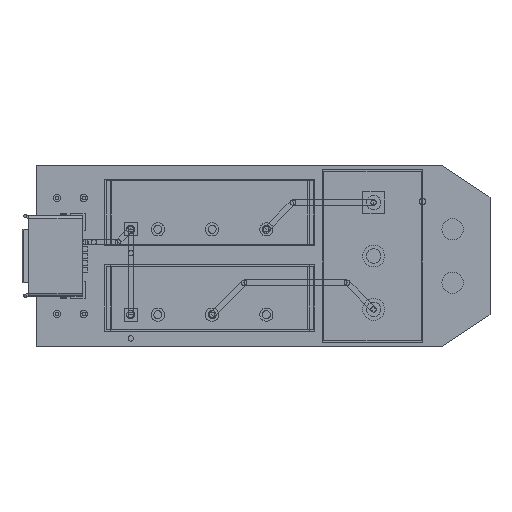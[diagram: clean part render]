
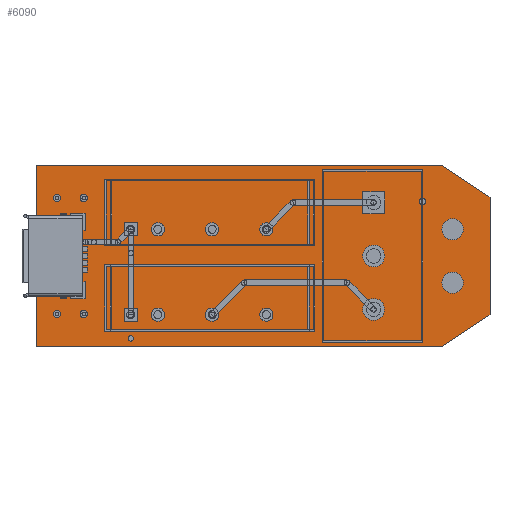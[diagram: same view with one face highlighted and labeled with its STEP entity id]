
A CAD part, top view. The second image highlights one B-rep face of the part: STEP entity #6090.
In plain terms, the highlighted planar face has unit normal (0, 0, 1).
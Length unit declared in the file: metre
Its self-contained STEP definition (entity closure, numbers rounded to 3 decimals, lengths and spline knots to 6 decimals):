
#4414 = EDGE_CURVE( '', #8593, #8594, #8595, .T. );
#4596 = EDGE_CURVE( '', #8594, #8865, #8866, .T. );
#5480 = EDGE_CURVE( '', #8437, #10086, #10087, .T. );
#5918 = EDGE_CURVE( '', #10187, #8593, #10663, .T. );
#6090 = ADVANCED_FACE( '', ( #10880 ), #10881, .T. );
#6262 = EDGE_CURVE( '', #8865, #8437, #11102, .T. );
#6314 = EDGE_CURVE( '', #10086, #10187, #11160, .T. );
#8437 = VERTEX_POINT( '', #13259 );
#8593 = VERTEX_POINT( '', #13475 );
#8594 = VERTEX_POINT( '', #13476 );
#8595 = LINE( '', #13477, #13478 );
#8865 = VERTEX_POINT( '', #13851 );
#8866 = LINE( '', #13852, #13853 );
#10086 = VERTEX_POINT( '', #15577 );
#10087 = LINE( '', #15578, #15579 );
#10187 = VERTEX_POINT( '', #15728 );
#10663 = LINE( '', #16391, #16392 );
#10880 = FACE_OUTER_BOUND( '', #16704, .T. );
#10881 = PLANE( '', #16705 );
#11102 = LINE( '', #17010, #17011 );
#11160 = LINE( '', #17110, #17111 );
#13259 = CARTESIAN_POINT( '', ( 0., 0.017, -0.000035 ) );
#13475 = CARTESIAN_POINT( '', ( 0.0425, 0.003, -0.000035 ) );
#13476 = CARTESIAN_POINT( '', ( 0.038, 0., -0.000035 ) );
#13477 = CARTESIAN_POINT( '', ( 0.0425, 0.003, -0.000035 ) );
#13478 = VECTOR( '', #19232, 1. );
#13851 = CARTESIAN_POINT( '', ( 0., 0., -0.000035 ) );
#13852 = CARTESIAN_POINT( '', ( 0.038, 0., -0.000035 ) );
#13853 = VECTOR( '', #19593, 1. );
#15577 = CARTESIAN_POINT( '', ( 0.038, 0.017, -0.000035 ) );
#15578 = CARTESIAN_POINT( '', ( 0., 0.017, -0.000035 ) );
#15579 = VECTOR( '', #21167, 1. );
#15728 = CARTESIAN_POINT( '', ( 0.0425, 0.014, -0.000035 ) );
#16391 = CARTESIAN_POINT( '', ( 0.0425, 0.014, -0.000035 ) );
#16392 = VECTOR( '', #22002, 1. );
#16704 = EDGE_LOOP( '', ( #22293, #22294, #22295, #22296, #22297, #22298 ) );
#16705 = AXIS2_PLACEMENT_3D( '', #22299, #22300, #22301 );
#17010 = CARTESIAN_POINT( '', ( 0., 0., -0.000035 ) );
#17011 = VECTOR( '', #22653, 1. );
#17110 = CARTESIAN_POINT( '', ( 0.038, 0.017, -0.000035 ) );
#17111 = VECTOR( '', #22705, 1. );
#19232 = DIRECTION( '', ( -0.832, -0.555, 0. ) );
#19593 = DIRECTION( '', ( -1., 0., 0. ) );
#21167 = DIRECTION( '', ( 1., 0., 0. ) );
#22002 = DIRECTION( '', ( 0., -1., 0. ) );
#22293 = ORIENTED_EDGE( '', *, *, #4596, .F. );
#22294 = ORIENTED_EDGE( '', *, *, #4414, .F. );
#22295 = ORIENTED_EDGE( '', *, *, #5918, .F. );
#22296 = ORIENTED_EDGE( '', *, *, #6314, .F. );
#22297 = ORIENTED_EDGE( '', *, *, #5480, .F. );
#22298 = ORIENTED_EDGE( '', *, *, #6262, .F. );
#22299 = CARTESIAN_POINT( '', ( 0., 0., -0.000035 ) );
#22300 = DIRECTION( '', ( 0., 0., 1. ) );
#22301 = DIRECTION( '', ( 1., 0., 0. ) );
#22653 = DIRECTION( '', ( 0., 1., 0. ) );
#22705 = DIRECTION( '', ( 0.832, -0.555, 0. ) );
